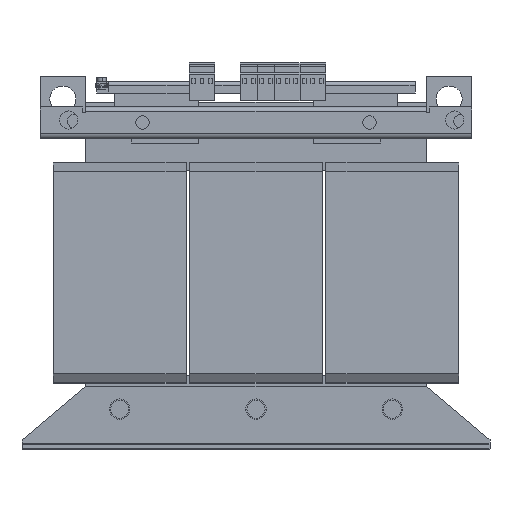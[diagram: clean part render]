
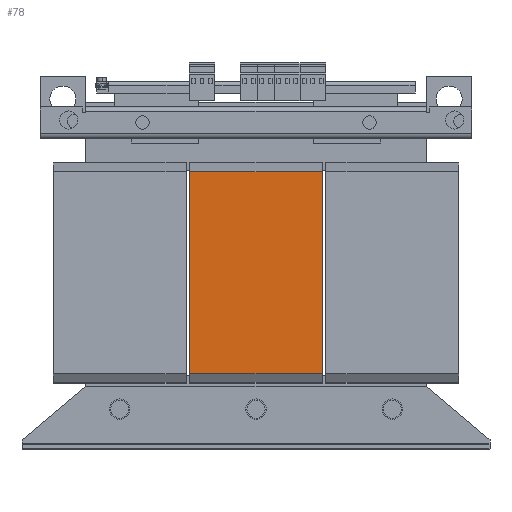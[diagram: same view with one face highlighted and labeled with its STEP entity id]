
A CAD part, top view. The second image highlights one B-rep face of the part: STEP entity #78.
In plain terms, the highlighted planar face has unit normal (0, 0, 1).
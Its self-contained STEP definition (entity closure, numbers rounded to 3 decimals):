
#78 = ADVANCED_FACE ( 'NONE', ( #10225 ), #22895, .F. ) ;
#992 = CARTESIAN_POINT ( 'NONE',  ( 58.5, 89., 66. ) ) ;
#1495 = EDGE_CURVE ( 'NONE', #8082, #10701, #4722, .T. ) ;
#1700 = ORIENTED_EDGE ( 'NONE', *, *, #14616, .T. ) ;
#2490 = CARTESIAN_POINT ( 'NONE',  ( 58.5, -89., 66. ) ) ;
#2546 = VECTOR ( 'NONE', #6102, 1000. ) ;
#3880 = LINE ( 'NONE', #22040, #13459 ) ;
#4616 = DIRECTION ( 'NONE',  ( 0., 0., -1. ) ) ;
#4722 = LINE ( 'NONE', #15828, #19812 ) ;
#6102 = DIRECTION ( 'NONE',  ( 0., -1., 0. ) ) ;
#6518 = CARTESIAN_POINT ( 'NONE',  ( 58.5, 0., 66. ) ) ;
#6852 = ORIENTED_EDGE ( 'NONE', *, *, #1495, .F. ) ;
#7564 = EDGE_CURVE ( 'NONE', #17075, #10701, #22110, .T. ) ;
#8082 = VERTEX_POINT ( 'NONE', #2490 ) ;
#8195 = EDGE_CURVE ( 'NONE', #22816, #8082, #9042, .T. ) ;
#9031 = DIRECTION ( 'NONE',  ( -1., 0., 0. ) ) ;
#9042 = LINE ( 'NONE', #19910, #19336 ) ;
#10021 = EDGE_LOOP ( 'NONE', ( #21178, #6852, #21942, #1700 ) ) ;
#10225 = FACE_OUTER_BOUND ( 'NONE', #10021, .T. ) ;
#10701 = VERTEX_POINT ( 'NONE', #12377 ) ;
#11902 = DIRECTION ( 'NONE',  ( -1., 0., 0. ) ) ;
#12377 = CARTESIAN_POINT ( 'NONE',  ( -58.5, -89., 66. ) ) ;
#13459 = VECTOR ( 'NONE', #9031, 1000. ) ;
#13814 = DIRECTION ( 'NONE',  ( -1., 0., 0. ) ) ;
#14616 = EDGE_CURVE ( 'NONE', #22816, #17075, #3880, .T. ) ;
#15060 = CARTESIAN_POINT ( 'NONE',  ( -58.5, 0., 66. ) ) ;
#15828 = CARTESIAN_POINT ( 'NONE',  ( 58.5, -89., 66. ) ) ;
#15940 = AXIS2_PLACEMENT_3D ( 'NONE', #6518, #4616, #13814 ) ;
#17075 = VERTEX_POINT ( 'NONE', #19969 ) ;
#17644 = DIRECTION ( 'NONE',  ( 0., -1., 0. ) ) ;
#19336 = VECTOR ( 'NONE', #17644, 1000. ) ;
#19812 = VECTOR ( 'NONE', #11902, 1000. ) ;
#19910 = CARTESIAN_POINT ( 'NONE',  ( 58.5, 0., 66. ) ) ;
#19969 = CARTESIAN_POINT ( 'NONE',  ( -58.5, 89., 66. ) ) ;
#21178 = ORIENTED_EDGE ( 'NONE', *, *, #7564, .T. ) ;
#21942 = ORIENTED_EDGE ( 'NONE', *, *, #8195, .F. ) ;
#22040 = CARTESIAN_POINT ( 'NONE',  ( 58.5, 89., 66. ) ) ;
#22110 = LINE ( 'NONE', #15060, #2546 ) ;
#22816 = VERTEX_POINT ( 'NONE', #992 ) ;
#22895 = PLANE ( 'NONE',  #15940 ) ;
